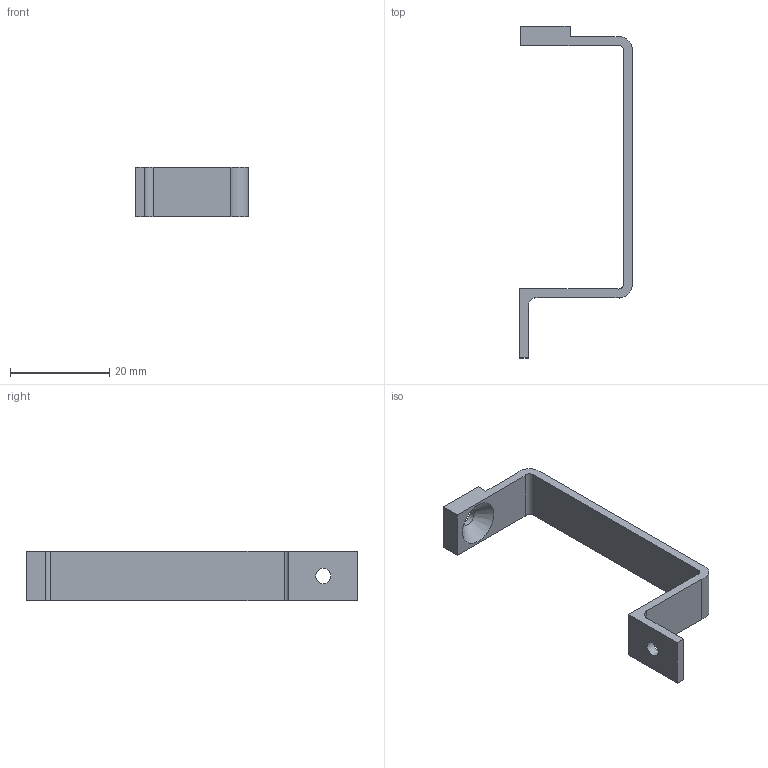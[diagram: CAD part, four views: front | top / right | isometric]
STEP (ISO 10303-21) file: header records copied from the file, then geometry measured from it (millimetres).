
FILE_DESCRIPTION(('FreeCAD Model'),'2;1');
FILE_NAME('Open CASCADE Shape Model','2023-07-02T20:13:28',(''),(''), 'Open CASCADE STEP processor 7.6','FreeCAD','Unknown');
FILE_SCHEMA(('AUTOMOTIVE_DESIGN { 1 0 10303 214 1 1 1 1 }'));
Length unit declared in the file: millimetre
Products named in the file (1): Hole098
Bounding box: 22.8 x 67 x 10 mm (x, y, z)
Volume: 2005.1 mm3; surface area: 2619.8 mm2
Topology: 1 solids, 1 shells, 22 faces, 59 edges, 39 vertices
Faces by surface type: plane 14, cylinder 7, cone 1
Full cylindrical faces by diameter (mm): 3.1 x1, 3.4 x1
Entity records: 1490 total; most frequent: CARTESIAN_POINT 245, DIRECTION 237, LINE 148, VECTOR 148, ORIENTED_EDGE 118, PCURVE 118, DEFINITIONAL_REPRESENTATION 118, EDGE_CURVE 59
